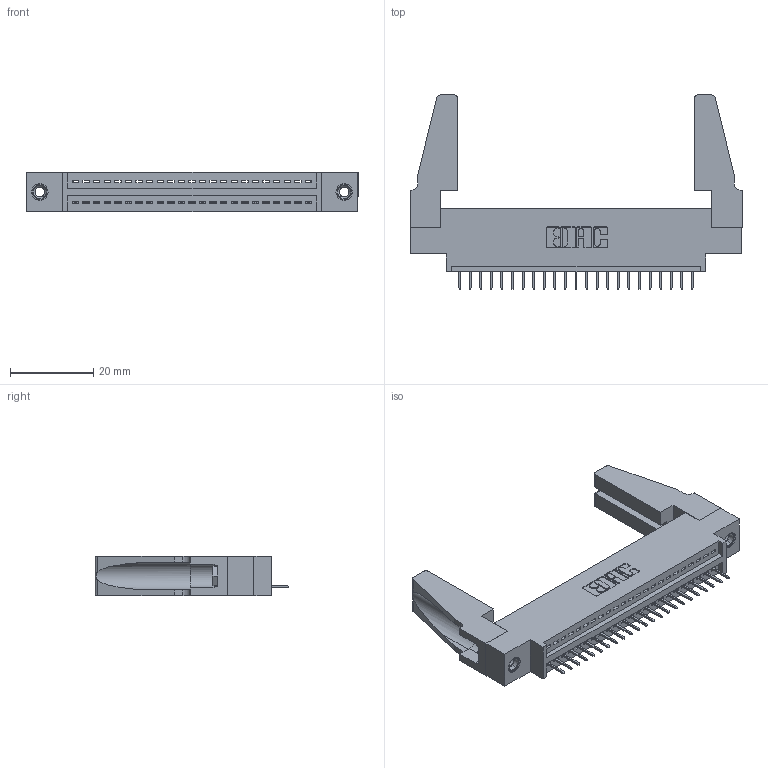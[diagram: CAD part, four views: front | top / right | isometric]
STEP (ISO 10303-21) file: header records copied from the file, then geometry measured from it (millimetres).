
FILE_DESCRIPTION (( 'STEP AP203' ), '1' );
FILE_NAME ('395-023-524-688.STEP', '2019-10-18T04:34:43', ( '' ), ( '' ), 'SwSTEP 2.0', 'SolidWorks 2016', '' );
FILE_SCHEMA (( 'CONFIG_CONTROL_DESIGN' ));
Length unit declared in the file: inch
Products named in the file (5): 345-250-001_345-250-001-102; 345 Part_0.170 Offset - 0.156 Dia-TH; 395-023-524-688; 345-220-078_345-220-088; 345-292-001_345-293-124
Assembly tree (28 placements, depth 2):
  395-023-524-688
    345 Part_0.170 Offset - 0.156 Dia-TH
    345-292-001_345-293-124  x23
    345-250-001_345-250-001-102  x2
    345-220-078_345-220-088  x2
Bounding box: 79.65 x 46.53 x 9.4 mm (x, y, z)
Volume: 10458.3 mm3; surface area: 12282.9 mm2
Topology: 28 solids, 28 shells, 1680 faces, 4807 edges, 3102 vertices
Faces by surface type: plane 1214, cylinder 450, cone 12, torus 4
Entity records: 22222 total; most frequent: CARTESIAN_POINT 3839, ORIENTED_EDGE 3756, DIRECTION 3388, EDGE_CURVE 1878, LINE 1616, VECTOR 1616, VERTEX_POINT 1242, AXIS2_PLACEMENT_3D 886
